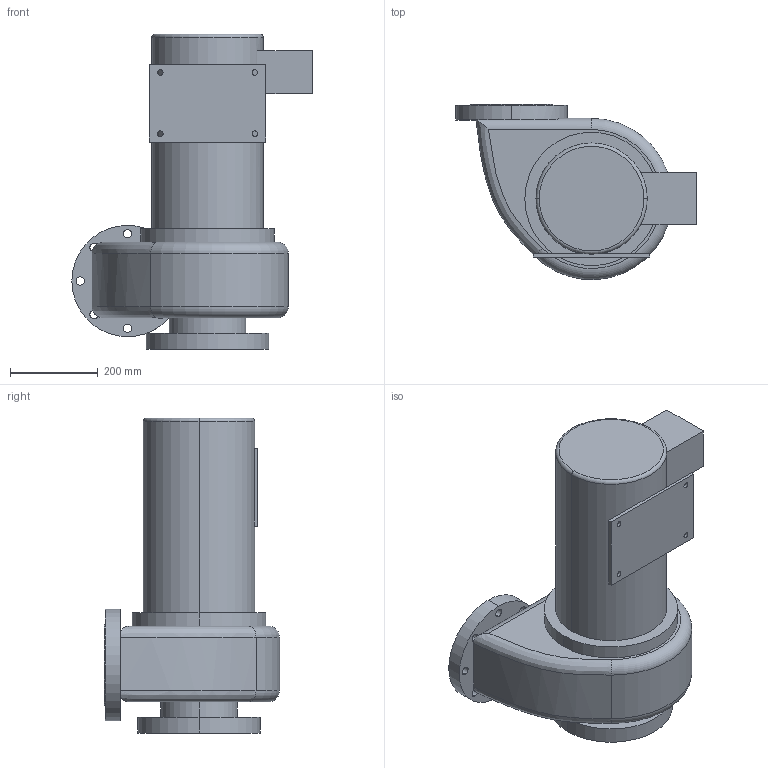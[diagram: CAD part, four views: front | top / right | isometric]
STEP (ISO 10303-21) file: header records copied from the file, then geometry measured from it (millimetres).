
FILE_DESCRIPTION (( 'STEP AP203' ), '1' );
FILE_NAME ('Default.STEP', '2025-05-13T16:41:21', '' );
FILE_SCHEMA (( 'CONFIG_CONTROL_DESIGN' ));
Length unit declared in the file: inch
Products named in the file (1): Default
Bounding box: 548.64 x 399.76 x 720.8 mm (x, y, z)
Volume: 50343549.1 mm3; surface area: 1305944.2 mm2
Topology: 2 solids, 2 shells, 106 faces, 269 edges, 174 vertices
Faces by surface type: cylinder 66, plane 31, torus 6, bspline 3
Entity records: 3852 total; most frequent: CARTESIAN_POINT 1023, DIRECTION 621, ORIENTED_EDGE 538, EDGE_CURVE 269, AXIS2_PLACEMENT_3D 260, VERTEX_POINT 174, CIRCLE 156, EDGE_LOOP 151
